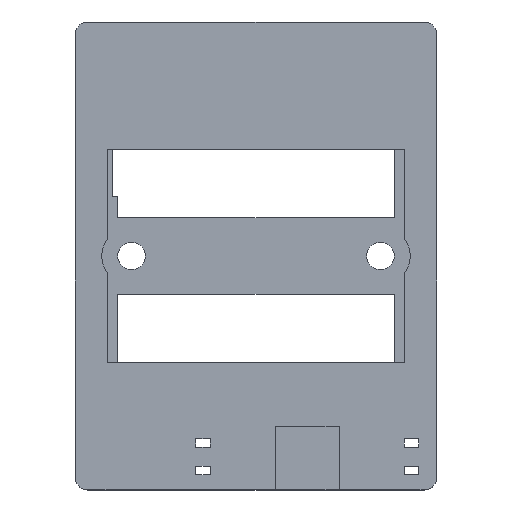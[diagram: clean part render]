
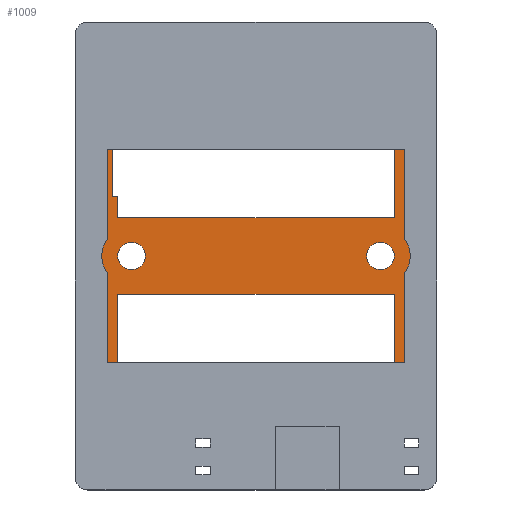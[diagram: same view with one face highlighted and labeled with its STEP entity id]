
A CAD part, top view. The second image highlights one B-rep face of the part: STEP entity #1009.
In plain terms, the highlighted planar face has unit normal (0, 0, 1).
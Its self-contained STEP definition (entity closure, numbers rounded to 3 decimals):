
#20=FACE_BOUND('',#143,.T.);
#21=FACE_BOUND('',#144,.T.);
#41=PLANE('',#1084);
#88=FACE_OUTER_BOUND('',#142,.T.);
#142=EDGE_LOOP('',(#796,#797,#798,#799,#800,#801,#802,#803,#804,#805,#806,
#807,#808,#809,#810,#811,#812,#813));
#143=EDGE_LOOP('',(#814));
#144=EDGE_LOOP('',(#815));
#224=LINE('',#1485,#352);
#228=LINE('',#1494,#356);
#230=LINE('',#1499,#358);
#234=LINE('',#1508,#362);
#244=LINE('',#1528,#372);
#245=LINE('',#1530,#373);
#246=LINE('',#1532,#374);
#247=LINE('',#1534,#375);
#248=LINE('',#1536,#376);
#249=LINE('',#1537,#377);
#250=LINE('',#1539,#378);
#251=LINE('',#1541,#379);
#252=LINE('',#1543,#380);
#253=LINE('',#1545,#381);
#254=LINE('',#1547,#382);
#255=LINE('',#1548,#383);
#352=VECTOR('',#1198,10.);
#356=VECTOR('',#1208,10.);
#358=VECTOR('',#1212,10.);
#362=VECTOR('',#1222,10.);
#372=VECTOR('',#1242,10.);
#373=VECTOR('',#1243,10.);
#374=VECTOR('',#1244,10.);
#375=VECTOR('',#1245,10.);
#376=VECTOR('',#1246,10.);
#377=VECTOR('',#1247,10.);
#378=VECTOR('',#1248,10.);
#379=VECTOR('',#1249,10.);
#380=VECTOR('',#1250,10.);
#381=VECTOR('',#1251,10.);
#382=VECTOR('',#1252,10.);
#383=VECTOR('',#1253,10.);
#450=CIRCLE('',#1074,7.);
#451=CIRCLE('',#1078,7.);
#452=CIRCLE('',#1085,3.25);
#453=CIRCLE('',#1086,3.25);
#500=VERTEX_POINT('',#1483);
#501=VERTEX_POINT('',#1484);
#502=VERTEX_POINT('',#1489);
#503=VERTEX_POINT('',#1493);
#504=VERTEX_POINT('',#1497);
#505=VERTEX_POINT('',#1498);
#506=VERTEX_POINT('',#1503);
#507=VERTEX_POINT('',#1507);
#512=VERTEX_POINT('',#1527);
#513=VERTEX_POINT('',#1529);
#514=VERTEX_POINT('',#1531);
#515=VERTEX_POINT('',#1533);
#516=VERTEX_POINT('',#1535);
#517=VERTEX_POINT('',#1538);
#518=VERTEX_POINT('',#1540);
#519=VERTEX_POINT('',#1542);
#520=VERTEX_POINT('',#1544);
#521=VERTEX_POINT('',#1546);
#522=VERTEX_POINT('',#1549);
#523=VERTEX_POINT('',#1551);
#602=EDGE_CURVE('',#500,#501,#224,.T.);
#605=EDGE_CURVE('',#501,#502,#450,.T.);
#607=EDGE_CURVE('',#502,#503,#228,.T.);
#609=EDGE_CURVE('',#504,#505,#230,.T.);
#612=EDGE_CURVE('',#505,#506,#451,.T.);
#614=EDGE_CURVE('',#506,#507,#234,.T.);
#624=EDGE_CURVE('',#512,#504,#244,.T.);
#625=EDGE_CURVE('',#507,#513,#245,.T.);
#626=EDGE_CURVE('',#513,#514,#246,.T.);
#627=EDGE_CURVE('',#514,#515,#247,.T.);
#628=EDGE_CURVE('',#515,#516,#248,.T.);
#629=EDGE_CURVE('',#516,#500,#249,.T.);
#630=EDGE_CURVE('',#503,#517,#250,.T.);
#631=EDGE_CURVE('',#517,#518,#251,.T.);
#632=EDGE_CURVE('',#518,#519,#252,.T.);
#633=EDGE_CURVE('',#519,#520,#253,.T.);
#634=EDGE_CURVE('',#520,#521,#254,.T.);
#635=EDGE_CURVE('',#521,#512,#255,.T.);
#636=EDGE_CURVE('',#522,#522,#452,.T.);
#637=EDGE_CURVE('',#523,#523,#453,.T.);
#796=ORIENTED_EDGE('',*,*,#624,.T.);
#797=ORIENTED_EDGE('',*,*,#609,.T.);
#798=ORIENTED_EDGE('',*,*,#612,.T.);
#799=ORIENTED_EDGE('',*,*,#614,.T.);
#800=ORIENTED_EDGE('',*,*,#625,.T.);
#801=ORIENTED_EDGE('',*,*,#626,.T.);
#802=ORIENTED_EDGE('',*,*,#627,.T.);
#803=ORIENTED_EDGE('',*,*,#628,.T.);
#804=ORIENTED_EDGE('',*,*,#629,.T.);
#805=ORIENTED_EDGE('',*,*,#602,.T.);
#806=ORIENTED_EDGE('',*,*,#605,.T.);
#807=ORIENTED_EDGE('',*,*,#607,.T.);
#808=ORIENTED_EDGE('',*,*,#630,.T.);
#809=ORIENTED_EDGE('',*,*,#631,.T.);
#810=ORIENTED_EDGE('',*,*,#632,.T.);
#811=ORIENTED_EDGE('',*,*,#633,.T.);
#812=ORIENTED_EDGE('',*,*,#634,.T.);
#813=ORIENTED_EDGE('',*,*,#635,.T.);
#814=ORIENTED_EDGE('',*,*,#636,.T.);
#815=ORIENTED_EDGE('',*,*,#637,.T.);
#1009=ADVANCED_FACE('',(#88,#20,#21),#41,.T.);
#1074=AXIS2_PLACEMENT_3D('',#1490,#1203,#1204);
#1078=AXIS2_PLACEMENT_3D('',#1504,#1217,#1218);
#1084=AXIS2_PLACEMENT_3D('',#1526,#1240,#1241);
#1085=AXIS2_PLACEMENT_3D('',#1550,#1254,#1255);
#1086=AXIS2_PLACEMENT_3D('',#1552,#1256,#1257);
#1198=DIRECTION('',(0.,1.,0.));
#1203=DIRECTION('center_axis',(0.,0.,1.));
#1204=DIRECTION('ref_axis',(1.,0.,0.));
#1208=DIRECTION('',(0.,1.,0.));
#1212=DIRECTION('',(0.,-1.,0.));
#1217=DIRECTION('center_axis',(0.,0.,1.));
#1218=DIRECTION('ref_axis',(1.,0.,0.));
#1222=DIRECTION('',(0.,-1.,0.));
#1240=DIRECTION('center_axis',(0.,0.,1.));
#1241=DIRECTION('ref_axis',(1.,0.,0.));
#1242=DIRECTION('',(-1.,0.,0.));
#1243=DIRECTION('',(1.,0.,0.));
#1244=DIRECTION('',(0.,1.,0.));
#1245=DIRECTION('',(1.,0.,0.));
#1246=DIRECTION('',(0.,-1.,0.));
#1247=DIRECTION('',(1.,0.,0.));
#1248=DIRECTION('',(-1.,0.,0.));
#1249=DIRECTION('',(0.,-1.,0.));
#1250=DIRECTION('',(-1.,0.,0.));
#1251=DIRECTION('',(0.,1.,0.));
#1252=DIRECTION('',(-1.,0.,0.));
#1253=DIRECTION('',(0.,1.,0.));
#1254=DIRECTION('center_axis',(0.,0.,-1.));
#1255=DIRECTION('ref_axis',(1.,0.,0.));
#1256=DIRECTION('center_axis',(0.,0.,-1.));
#1257=DIRECTION('ref_axis',(1.,0.,0.));
#1483=CARTESIAN_POINT('',(35.,-25.,0.));
#1484=CARTESIAN_POINT('',(35.,-3.992,0.));
#1485=CARTESIAN_POINT('',(35.,-1.996,0.));
#1489=CARTESIAN_POINT('',(35.,3.992,0.));
#1490=CARTESIAN_POINT('Origin',(29.25,0.,0.));
#1493=CARTESIAN_POINT('',(35.,25.,0.));
#1494=CARTESIAN_POINT('',(35.,12.5,0.));
#1497=CARTESIAN_POINT('',(-35.,25.,0.));
#1498=CARTESIAN_POINT('',(-35.,3.992,0.));
#1499=CARTESIAN_POINT('',(-35.,1.996,0.));
#1503=CARTESIAN_POINT('',(-35.,-3.992,0.));
#1504=CARTESIAN_POINT('Origin',(-29.25,0.,0.));
#1507=CARTESIAN_POINT('',(-35.,-25.,0.));
#1508=CARTESIAN_POINT('',(-35.,-12.5,0.));
#1526=CARTESIAN_POINT('Origin',(0.,0.,
0.));
#1527=CARTESIAN_POINT('',(-33.8,25.,0.));
#1528=CARTESIAN_POINT('',(-17.5,25.,0.));
#1529=CARTESIAN_POINT('',(-32.5,-25.,0.));
#1530=CARTESIAN_POINT('',(17.5,-25.,0.));
#1531=CARTESIAN_POINT('',(-32.5,-9.,0.));
#1532=CARTESIAN_POINT('',(-32.5,-25.,0.));
#1533=CARTESIAN_POINT('',(32.5,-9.,0.));
#1534=CARTESIAN_POINT('',(-32.5,-9.,0.));
#1535=CARTESIAN_POINT('',(32.5,-25.,0.));
#1536=CARTESIAN_POINT('',(32.5,-9.,0.));
#1537=CARTESIAN_POINT('',(17.5,-25.,0.));
#1538=CARTESIAN_POINT('',(32.5,25.,0.));
#1539=CARTESIAN_POINT('',(-17.5,25.,0.));
#1540=CARTESIAN_POINT('',(32.5,9.,0.));
#1541=CARTESIAN_POINT('',(32.5,25.,0.));
#1542=CARTESIAN_POINT('',(-32.5,9.,0.));
#1543=CARTESIAN_POINT('',(32.5,9.,0.));
#1544=CARTESIAN_POINT('',(-32.5,14.,0.));
#1545=CARTESIAN_POINT('',(-32.5,9.,0.));
#1546=CARTESIAN_POINT('',(-33.8,14.,0.));
#1547=CARTESIAN_POINT('',(-33.8,14.,0.));
#1548=CARTESIAN_POINT('',(-33.8,25.,0.));
#1549=CARTESIAN_POINT('',(26.,0.,0.));
#1550=CARTESIAN_POINT('Origin',(29.25,0.,0.));
#1551=CARTESIAN_POINT('',(-32.5,0.,0.));
#1552=CARTESIAN_POINT('Origin',(-29.25,0.,0.));
